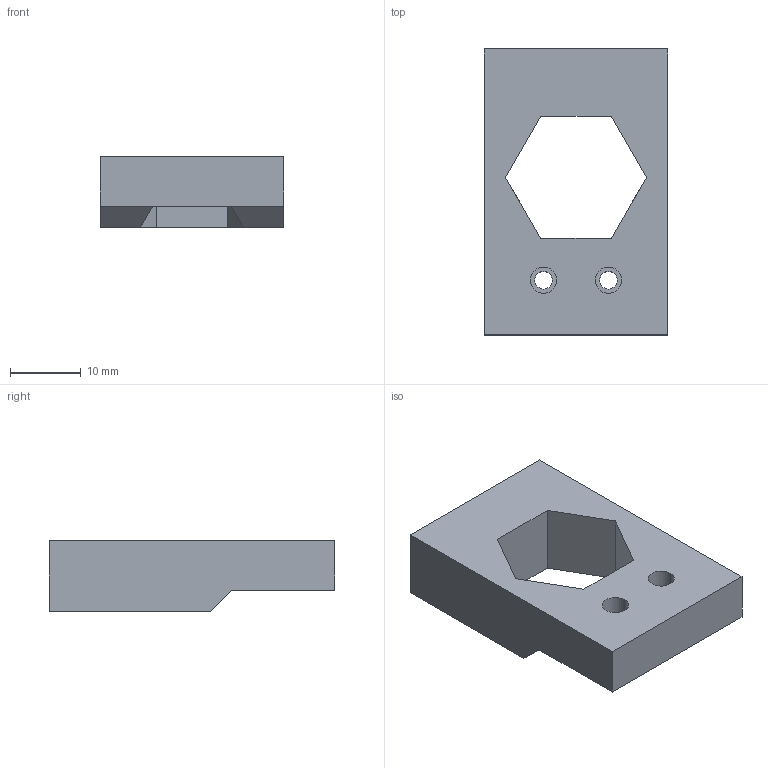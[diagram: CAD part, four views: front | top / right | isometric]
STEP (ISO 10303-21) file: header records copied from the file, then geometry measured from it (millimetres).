
FILE_DESCRIPTION (( 'STEP AP214' ), '1' );
FILE_NAME ('Y endstop mount.STEP', '2021-03-18T23:10:43', ( '' ), ( '' ), 'SwSTEP 2.0', 'SolidWorks 2019', '' );
FILE_SCHEMA (( 'AUTOMOTIVE_DESIGN' ));
Length unit declared in the file: millimetre
Products named in the file (1): Y endstop mount
Bounding box: 26 x 40.5 x 10 mm (x, y, z)
Volume: 6407.9 mm3; surface area: 3610.4 mm2
Topology: 1 solids, 1 shells, 31 faces, 78 edges, 52 vertices
Faces by surface type: plane 19, cylinder 12
Entity records: 982 total; most frequent: DIRECTION 166, CARTESIAN_POINT 162, ORIENTED_EDGE 156, EDGE_CURVE 78, AXIS2_PLACEMENT_3D 56, VECTOR 54, LINE 54, VERTEX_POINT 52
